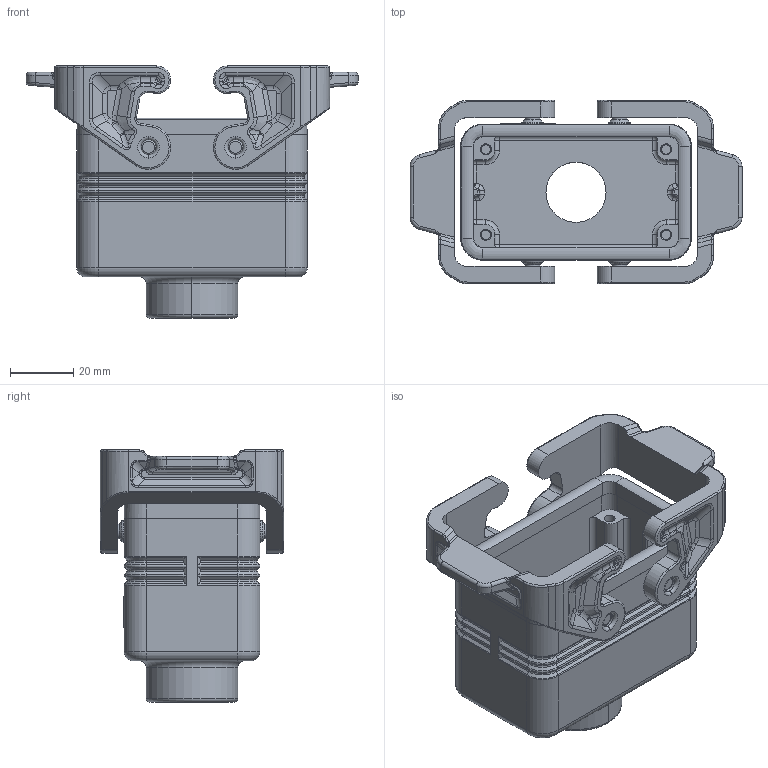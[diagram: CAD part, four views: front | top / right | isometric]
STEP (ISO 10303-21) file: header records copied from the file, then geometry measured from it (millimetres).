
FILE_DESCRIPTION(('Creo Elements/Direct Modeling STEP Export'),'2;1');
FILE_NAME('0ln7uvk5tno5ptn968','2023-11-15T16:23:15',(''),(''),'Creo Elements/Direct Modeling STEP processor for AP214 (Solid Model)','Creo Elements/Direct Modeling 20.1B 02-Apr-2019 (C) Parametric Technology GmbH','');
FILE_SCHEMA(('AUTOMOTIVE_DESIGN { 1 0 10303 214 1 1 1 1 }'));
Products named in the file (2): JMPV 10 G25
Assembly tree (1 placements, depth 2):
  JMPV 10 G25
    JMPV 10 G25
Bounding box: 105 x 58.07 x 79.7 mm (x, y, z)
Volume: 75518.5 mm3; surface area: 42217.2 mm2
Topology: 1 solids, 1 shells, 1014 faces, 2422 edges, 1420 vertices
Faces by surface type: cylinder 355, bspline 244, plane 233, torus 112, cone 58, sphere 12
Entity records: 80275 total; most frequent: CARTESIAN_POINT 51677, ORIENTED_EDGE 4812, DIRECTION 3597, EDGE_CURVE 2406, VERTEX_POINT 1420, AXIS2_PLACEMENT_3D 1348, EDGE_LOOP 1046, COLOUR_RGB 1015
